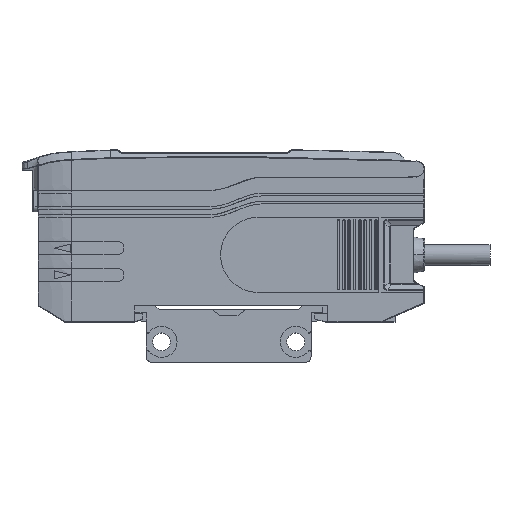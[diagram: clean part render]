
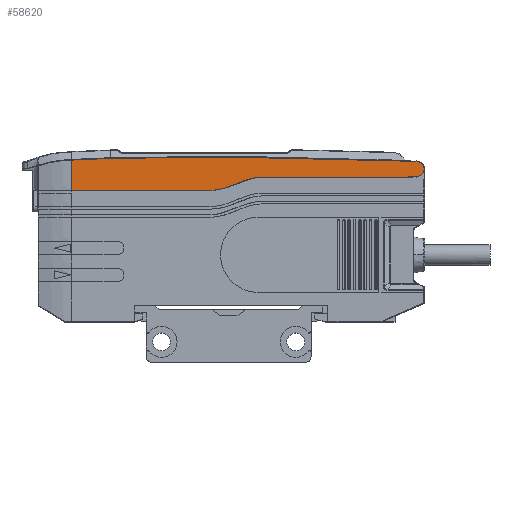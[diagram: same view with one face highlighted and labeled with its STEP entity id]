
A CAD part, top view. The second image highlights one B-rep face of the part: STEP entity #58620.
In plain terms, the highlighted planar face has unit normal (0, 0, 1).
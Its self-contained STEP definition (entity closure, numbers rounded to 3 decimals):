
#54240=DIRECTION('',(1.,0.,0.));
#54241=VECTOR('',#54240,25.8);
#54242=CARTESIAN_POINT('',(-29.8,9.,5.25));
#54243=LINE('',#54242,#54241);
#55002=CARTESIAN_POINT('',(34.289,14.42,5.25));
#55164=CARTESIAN_POINT('',(34.5,13.,5.25));
#55165=DIRECTION('',(0.,0.,-1.));
#55166=DIRECTION('',(0.074,0.997,0.));
#55167=AXIS2_PLACEMENT_3D('',#55164,#55165,#55166);
#55169=CARTESIAN_POINT('',(35.75,13.,5.25));
#55170=DIRECTION('',(0.,0.,-1.));
#55171=DIRECTION('',(0.536,0.844,0.));
#55172=AXIS2_PLACEMENT_3D('',#55169,#55170,#55171);
#55174=CARTESIAN_POINT('',(35.75,13.,5.25));
#55175=DIRECTION('',(0.,0.,-1.));
#55176=DIRECTION('',(1.,0.,0.));
#55177=AXIS2_PLACEMENT_3D('',#55174,#55175,#55176);
#55179=CARTESIAN_POINT('',(34.5,13.,5.25));
#55180=DIRECTION('',(0.,0.,-1.));
#55181=DIRECTION('',(0.989,-0.151,0.));
#55182=AXIS2_PLACEMENT_3D('',#55179,#55180,#55181);
#55184=DIRECTION('',(-0.998,-0.057,0.));
#55185=VECTOR('',#55184,1.783);
#55186=CARTESIAN_POINT('',(34.58,11.602,5.25));
#55187=LINE('',#55186,#55185);
#55188=DIRECTION('',(-1.,0.,0.));
#55189=VECTOR('',#55188,26.8);
#55190=CARTESIAN_POINT('',(32.8,11.5,5.25));
#55191=LINE('',#55190,#55189);
#55192=CARTESIAN_POINT('',(6.,11.5,5.25));
#55193=CARTESIAN_POINT('',(5.851,11.5,5.25));
#55194=CARTESIAN_POINT('',(5.513,11.492,5.25));
#55195=CARTESIAN_POINT('',(4.98,11.451,5.25));
#55196=CARTESIAN_POINT('',(4.411,11.37,5.25));
#55197=CARTESIAN_POINT('',(3.857,11.257,5.25));
#55198=CARTESIAN_POINT('',(3.314,11.115,5.25));
#55199=CARTESIAN_POINT('',(2.759,10.94,5.25));
#55200=CARTESIAN_POINT('',(2.169,10.726,5.25));
#55201=CARTESIAN_POINT('',(1.534,10.473,5.25));
#55202=CARTESIAN_POINT('',(0.857,10.19,5.25));
#55203=CARTESIAN_POINT('',(0.162,9.903,5.25));
#55204=CARTESIAN_POINT('',(-0.513,9.645,5.25));
#55205=CARTESIAN_POINT('',(-1.134,9.438,5.25));
#55206=CARTESIAN_POINT('',(-1.721,9.275,5.25));
#55207=CARTESIAN_POINT('',(-2.305,9.148,5.25));
#55208=CARTESIAN_POINT('',(-2.905,9.057,5.25));
#55209=CARTESIAN_POINT('',(-3.473,9.009,5.25));
#55210=CARTESIAN_POINT('',(-3.837,9.,5.25));
#55211=CARTESIAN_POINT('',(-4.,9.,5.25));
#55213=DIRECTION('',(0.,1.,0.));
#55214=VECTOR('',#55213,5.648);
#55215=CARTESIAN_POINT('',(-29.8,9.,5.25));
#55216=LINE('',#55215,#55214);
#55217=CARTESIAN_POINT('',(-29.8,14.648,
5.25));
#55218=CARTESIAN_POINT('',(-29.799,14.648,
5.25));
#55219=CARTESIAN_POINT('',(-29.6,14.659,
5.25));
#55220=CARTESIAN_POINT('',(-29.18,14.681,
5.25));
#55221=CARTESIAN_POINT('',(-28.516,14.714,
5.25));
#55222=CARTESIAN_POINT('',(-27.777,14.75,
5.25));
#55223=CARTESIAN_POINT('',(-26.95,14.789,
5.25));
#55224=CARTESIAN_POINT('',(-26.019,14.831,
5.25));
#55225=CARTESIAN_POINT('',(-24.97,14.877,
5.25));
#55226=CARTESIAN_POINT('',(-23.793,14.927,
5.25));
#55227=CARTESIAN_POINT('',(-22.964,14.96,
5.25));
#55228=CARTESIAN_POINT('',(-22.528,14.978,
5.25));
#55230=CARTESIAN_POINT('',(-22.528,14.977,
5.25));
#55231=CARTESIAN_POINT('',(-22.528,14.977,
5.25));
#55232=CARTESIAN_POINT('',(-21.562,15.016,
5.25));
#55233=CARTESIAN_POINT('',(-19.724,15.085,
5.25));
#55234=CARTESIAN_POINT('',(-17.091,15.164,
5.25));
#55235=CARTESIAN_POINT('',(-14.65,15.21,
5.25));
#55236=CARTESIAN_POINT('',(-12.27,15.236,
5.25));
#55237=CARTESIAN_POINT('',(-9.797,15.247,5.25));
#55238=CARTESIAN_POINT('',(-7.107,15.249,
5.25));
#55239=CARTESIAN_POINT('',(-4.172,15.241,
5.25));
#55240=CARTESIAN_POINT('',(-1.071,15.221,
5.25));
#55241=CARTESIAN_POINT('',(2.071,15.188,5.25));
#55242=CARTESIAN_POINT('',(5.149,15.144,5.25));
#55243=CARTESIAN_POINT('',(8.098,15.091,5.25));
#55244=CARTESIAN_POINT('',(10.86,15.031,5.25));
#55245=CARTESIAN_POINT('',(13.374,14.97,5.25));
#55246=CARTESIAN_POINT('',(15.638,14.914,5.25));
#55247=CARTESIAN_POINT('',(17.705,14.861,5.25));
#55248=CARTESIAN_POINT('',(19.637,14.812,5.25));
#55249=CARTESIAN_POINT('',(21.462,14.768,5.25));
#55250=CARTESIAN_POINT('',(23.189,14.727,5.25));
#55251=CARTESIAN_POINT('',(24.846,14.688,5.25));
#55252=CARTESIAN_POINT('',(26.488,14.648,5.25));
#55253=CARTESIAN_POINT('',(28.168,14.605,5.25));
#55254=CARTESIAN_POINT('',(29.941,14.558,5.25));
#55255=CARTESIAN_POINT('',(31.848,14.502,5.25));
#55256=CARTESIAN_POINT('',(33.313,14.454,5.25));
#55257=CARTESIAN_POINT('',(34.146,14.425,5.25));
#55258=CARTESIAN_POINT('',(34.289,14.42,5.25));
#55260=DIRECTION('',(0.997,-0.074,0.));
#55261=VECTOR('',#55260,0.315);
#55262=CARTESIAN_POINT('',(34.289,14.42,5.25));
#55263=LINE('',#55262,#55261);
#56893=VERTEX_POINT('',#55002);
#56896=CARTESIAN_POINT('',(34.604,14.396,5.25));
#56897=VERTEX_POINT('',#56896);
#56899=VERTEX_POINT('',#55230);
#56919=VERTEX_POINT('',#55217);
#56920=CARTESIAN_POINT('',(35.884,13.211,5.25));
#56921=VERTEX_POINT('',#56920);
#56922=CARTESIAN_POINT('',(36.,13.,5.25));
#56923=VERTEX_POINT('',#56922);
#56924=CARTESIAN_POINT('',(35.884,12.789,5.25));
#56925=VERTEX_POINT('',#56924);
#56926=CARTESIAN_POINT('',(34.58,11.602,5.25));
#56927=VERTEX_POINT('',#56926);
#56928=CARTESIAN_POINT('',(32.8,11.5,5.25));
#56929=VERTEX_POINT('',#56928);
#56930=CARTESIAN_POINT('',(6.,11.5,5.25));
#56931=VERTEX_POINT('',#56930);
#56932=VERTEX_POINT('',#55211);
#56933=CARTESIAN_POINT('',(-29.8,9.,5.25));
#56934=VERTEX_POINT('',#56933);
#58594=CARTESIAN_POINT('',(39.2,-24.1,5.25));
#58595=DIRECTION('',(0.,0.,-1.));
#58596=DIRECTION('',(-1.,0.,0.));
#58597=AXIS2_PLACEMENT_3D('',#58594,#58595,#58596);
#58598=PLANE('',#58597);
#58600=ORIENTED_EDGE('',*,*,#58599,.T.);
#58602=ORIENTED_EDGE('',*,*,#58601,.T.);
#58604=ORIENTED_EDGE('',*,*,#58603,.T.);
#58606=ORIENTED_EDGE('',*,*,#58605,.T.);
#58608=ORIENTED_EDGE('',*,*,#58607,.T.);
#58609=ORIENTED_EDGE('',*,*,#57756,.T.);
#58611=ORIENTED_EDGE('',*,*,#58610,.T.);
#58612=ORIENTED_EDGE('',*,*,#57331,.F.);
#58614=ORIENTED_EDGE('',*,*,#58613,.T.);
#58615=ORIENTED_EDGE('',*,*,#58585,.T.);
#58616=ORIENTED_EDGE('',*,*,#58293,.T.);
#58617=ORIENTED_EDGE('',*,*,#58168,.T.);
#58618=EDGE_LOOP('',(#58600,#58602,#58604,#58606,#58608,#58609,#58611,#58612,
#58614,#58615,#58616,#58617));
#58619=FACE_OUTER_BOUND('',#58618,.F.);
#58620=ADVANCED_FACE('',(#58619),#58598,.F.);
#55168=CIRCLE('',#55167,1.4);
#55173=CIRCLE('',#55172,0.25);
#55178=CIRCLE('',#55177,0.25);
#55183=CIRCLE('',#55182,1.4);
#55212=B_SPLINE_CURVE_WITH_KNOTS('',3,(#55192,#55193,#55194,#55195,#55196,
#55197,#55198,#55199,#55200,#55201,#55202,#55203,#55204,#55205,#55206,#55207,
#55208,#55209,#55210,#55211),.UNSPECIFIED.,.F.,.F.,(4,1,1,1,1,1,1,1,1,1,1,1,1,1,
1,1,1,4),(0.,0.042,0.096,0.152,
0.206,0.257,0.312,0.372,
0.437,0.508,0.584,0.655,
0.718,0.775,0.833,0.893,
0.952,1.),.UNSPECIFIED.);
#55229=B_SPLINE_CURVE_WITH_KNOTS('',3,(#55217,#55218,#55219,#55220,#55221,
#55222,#55223,#55224,#55225,#55226,#55227,#55228),.UNSPECIFIED.,.F.,.F.,(4,1,1,
1,1,1,1,1,1,4),(0.,0.,0.082,0.173,
0.274,0.387,0.514,0.658,
0.82,1.),.UNSPECIFIED.);
#55259=B_SPLINE_CURVE_WITH_KNOTS('',3,(#55230,#55231,#55232,#55233,#55234,
#55235,#55236,#55237,#55238,#55239,#55240,#55241,#55242,#55243,#55244,#55245,
#55246,#55247,#55248,#55249,#55250,#55251,#55252,#55253,#55254,#55255,#55256,
#55257,#55258),.UNSPECIFIED.,.F.,.F.,(4,1,1,1,1,1,1,1,1,1,1,1,1,1,1,1,1,1,1,1,1,
1,1,1,1,1,4),(0.,0.,0.051,0.097,
0.139,0.18,0.223,0.27,
0.322,0.378,0.433,0.488,
0.54,0.589,0.634,0.673,
0.709,0.743,0.775,0.805,
0.834,0.862,0.892,0.923,
0.956,0.992,1.),.UNSPECIFIED.);
#57331=EDGE_CURVE('',#56934,#56932,#54243,.T.);
#57756=EDGE_CURVE('',#56929,#56931,#55191,.T.);
#58168=EDGE_CURVE('',#56893,#56897,#55263,.T.);
#58293=EDGE_CURVE('',#56899,#56893,#55259,.T.);
#58585=EDGE_CURVE('',#56919,#56899,#55229,.T.);
#58599=EDGE_CURVE('',#56897,#56921,#55168,.T.);
#58601=EDGE_CURVE('',#56921,#56923,#55173,.T.);
#58603=EDGE_CURVE('',#56923,#56925,#55178,.T.);
#58605=EDGE_CURVE('',#56925,#56927,#55183,.T.);
#58607=EDGE_CURVE('',#56927,#56929,#55187,.T.);
#58610=EDGE_CURVE('',#56931,#56932,#55212,.T.);
#58613=EDGE_CURVE('',#56934,#56919,#55216,.T.);
